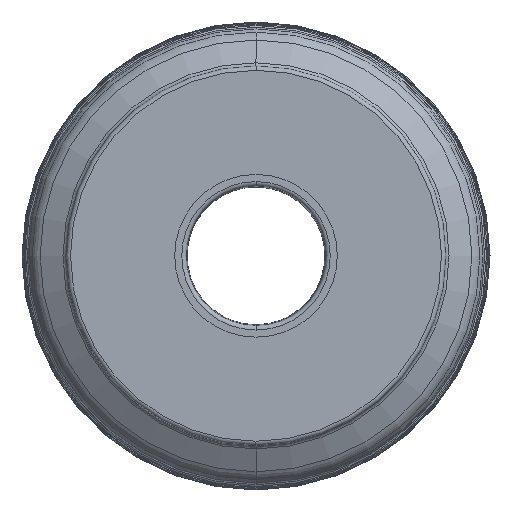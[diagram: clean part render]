
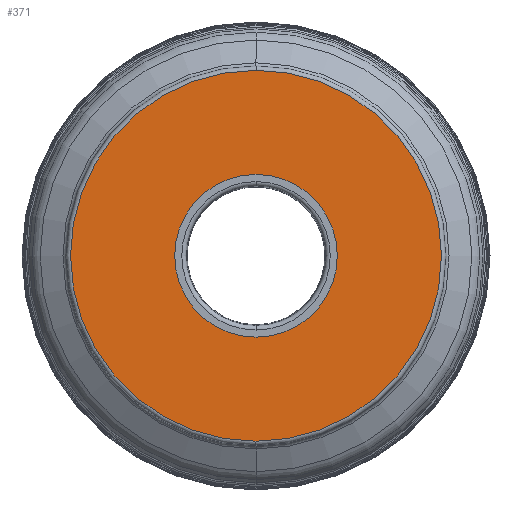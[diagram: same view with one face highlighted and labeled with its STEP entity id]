
A CAD part, top view. The second image highlights one B-rep face of the part: STEP entity #371.
In plain terms, the highlighted planar face has unit normal (0, 0, 1).
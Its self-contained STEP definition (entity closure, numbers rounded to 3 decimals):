
#59=PLANE('',#3845);
#71=FACE_BOUND('',#871,.T.);
#72=FACE_BOUND('',#872,.T.);
#371=ADVANCED_FACE('',(#71,#72),#59,.F.);
#871=EDGE_LOOP('',(#1588,#1589,#1590,#1591));
#872=EDGE_LOOP('',(#1592,#1593));
#1588=ORIENTED_EDGE('',*,*,#2366,.T.);
#1589=ORIENTED_EDGE('',*,*,#2367,.T.);
#1590=ORIENTED_EDGE('',*,*,#2368,.F.);
#1591=ORIENTED_EDGE('',*,*,#2369,.F.);
#1592=ORIENTED_EDGE('',*,*,#2365,.T.);
#1593=ORIENTED_EDGE('',*,*,#2363,.T.);
#1960=VERTEX_POINT('',#7102);
#1961=VERTEX_POINT('',#7104);
#1962=VERTEX_POINT('',#7110);
#1963=VERTEX_POINT('',#7111);
#1964=VERTEX_POINT('',#7113);
#1965=VERTEX_POINT('',#7115);
#2363=EDGE_CURVE('',#1961,#1960,#2876,.T.);
#2365=EDGE_CURVE('',#1960,#1961,#2877,.T.);
#2366=EDGE_CURVE('',#1962,#1963,#2878,.T.);
#2367=EDGE_CURVE('',#1963,#1964,#2879,.T.);
#2368=EDGE_CURVE('',#1965,#1964,#2880,.T.);
#2369=EDGE_CURVE('',#1962,#1965,#2881,.T.);
#2876=CIRCLE('',#3837,37.5);
#2877=CIRCLE('',#3839,37.5);
#2878=CIRCLE('',#3841,85.5);
#2879=CIRCLE('',#3842,85.5);
#2880=CIRCLE('',#3843,85.5);
#2881=CIRCLE('',#3844,85.5);
#3837=AXIS2_PLACEMENT_3D('',#7103,#4815,#4816);
#3839=AXIS2_PLACEMENT_3D('',#7107,#4820,#4821);
#3841=AXIS2_PLACEMENT_3D('',#7109,#4824,#4825);
#3842=AXIS2_PLACEMENT_3D('',#7112,#4826,#4827);
#3843=AXIS2_PLACEMENT_3D('',#7114,#4828,#4829);
#3844=AXIS2_PLACEMENT_3D('',#7116,#4830,#4831);
#3845=AXIS2_PLACEMENT_3D('',#7117,#4832,#4833);
#4815=DIRECTION('',(0.,0.,-1.));
#4816=DIRECTION('',(0.,-1.,0.));
#4820=DIRECTION('',(0.,0.,-1.));
#4821=DIRECTION('',(0.,1.,0.));
#4824=DIRECTION('',(0.,0.,1.));
#4825=DIRECTION('',(0.,1.,0.));
#4826=DIRECTION('',(0.,0.,1.));
#4827=DIRECTION('',(0.,-1.,0.));
#4828=DIRECTION('',(0.,0.,-1.));
#4829=DIRECTION('',(0.,-1.,0.));
#4830=DIRECTION('',(0.,0.,-1.));
#4831=DIRECTION('',(0.,1.,0.));
#4832=DIRECTION('',(0.,0.,-1.));
#4833=DIRECTION('',(0.,1.,0.));
#7102=CARTESIAN_POINT('',(0.,37.5,0.));
#7103=CARTESIAN_POINT('',(0.,0.,0.));
#7104=CARTESIAN_POINT('',(0.,-37.5,0.));
#7107=CARTESIAN_POINT('',(0.,0.,0.));
#7109=CARTESIAN_POINT('',(0.,0.,0.));
#7110=CARTESIAN_POINT('',(-0.016,85.5,0.));
#7111=CARTESIAN_POINT('',(0.,-85.5,0.));
#7112=CARTESIAN_POINT('',(0.,0.,0.));
#7113=CARTESIAN_POINT('',(0.016,-85.5,0.));
#7114=CARTESIAN_POINT('',(0.,0.,0.));
#7115=CARTESIAN_POINT('',(0.,85.5,0.));
#7116=CARTESIAN_POINT('',(0.,0.,0.));
#7117=CARTESIAN_POINT('',(0.,0.,0.));
